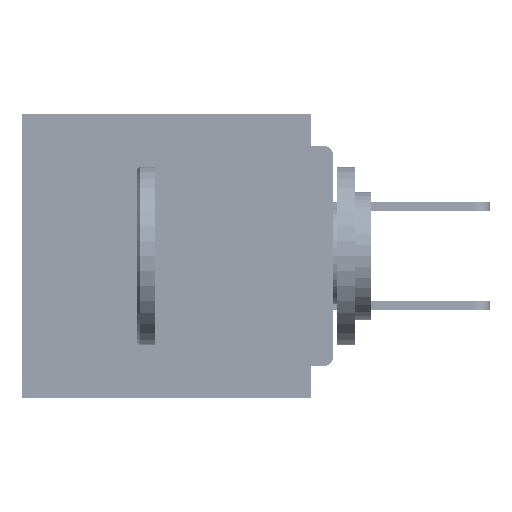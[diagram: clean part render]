
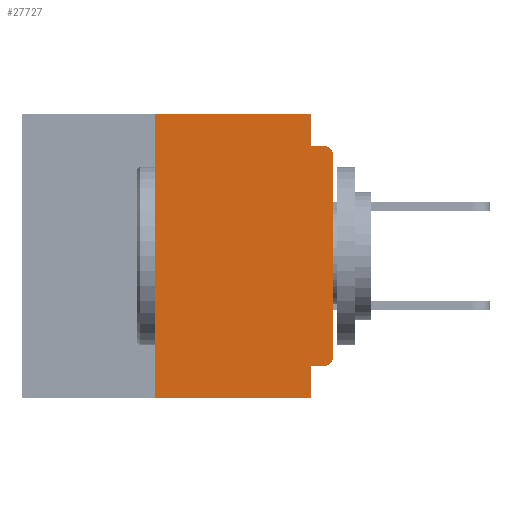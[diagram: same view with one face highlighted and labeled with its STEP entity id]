
A CAD part, left-side view. The second image highlights one B-rep face of the part: STEP entity #27727.
In plain terms, the highlighted planar face has unit normal (-1, 0, 0).
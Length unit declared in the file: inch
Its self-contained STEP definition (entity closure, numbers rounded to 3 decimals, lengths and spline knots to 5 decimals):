
#327 = CARTESIAN_POINT ( 'NONE',  ( 0., 0.015, -0.355 ) ) ;
#886 = LINE ( 'NONE', #39065, #26013 ) ;
#923 = EDGE_CURVE ( 'NONE', #35678, #17760, #27528, .T. ) ;
#1212 = EDGE_CURVE ( 'NONE', #38753, #52921, #61833, .T. ) ;
#1505 = ORIENTED_EDGE ( 'NONE', *, *, #57368, .F. ) ;
#2187 = VECTOR ( 'NONE', #55194, 39.37008 ) ;
#2378 = VECTOR ( 'NONE', #53804, 39.37008 ) ;
#5445 = ORIENTED_EDGE ( 'NONE', *, *, #52430, .T. ) ;
#5788 = CARTESIAN_POINT ( 'NONE',  ( 0., 0.031, -0.4 ) ) ;
#5899 = CARTESIAN_POINT ( 'NONE',  ( 0., 0.015, -0.34 ) ) ;
#6592 = DIRECTION ( 'NONE',  ( 0., 0., 1. ) ) ;
#7197 = ORIENTED_EDGE ( 'NONE', *, *, #44336, .F. ) ;
#7218 = PLANE ( 'NONE',  #35301 ) ;
#7671 = DIRECTION ( 'NONE',  ( 0., -1., 0. ) ) ;
#11026 = DIRECTION ( 'NONE',  ( 0., 0., -1. ) ) ;
#11162 = CARTESIAN_POINT ( 'NONE',  ( 0., 0.031, 0. ) ) ;
#11190 = ORIENTED_EDGE ( 'NONE', *, *, #21891, .F. ) ;
#12318 = DIRECTION ( 'NONE',  ( 1., 0., 0. ) ) ;
#12705 = CIRCLE ( 'NONE', #33872, 0.015 ) ;
#14365 = ORIENTED_EDGE ( 'NONE', *, *, #23450, .T. ) ;
#15852 = LINE ( 'NONE', #23882, #2378 ) ;
#16919 = CARTESIAN_POINT ( 'NONE',  ( 0., 0., -0.06 ) ) ;
#17760 = VERTEX_POINT ( 'NONE', #43744 ) ;
#18905 = VECTOR ( 'NONE', #21726, 39.37008 ) ;
#21127 = AXIS2_PLACEMENT_3D ( 'NONE', #5899, #40957, #11026 ) ;
#21726 = DIRECTION ( 'NONE',  ( 0., 1., 0. ) ) ;
#21891 = EDGE_CURVE ( 'NONE', #62523, #28085, #33072, .T. ) ;
#22512 = CIRCLE ( 'NONE', #21127, 0.015 ) ;
#22790 = CARTESIAN_POINT ( 'NONE',  ( 0., 0., -0.355 ) ) ;
#22876 = EDGE_CURVE ( 'NONE', #17760, #27721, #886, .T. ) ;
#23450 = EDGE_CURVE ( 'NONE', #56854, #27721, #12705, .T. ) ;
#23882 = CARTESIAN_POINT ( 'NONE',  ( 0., 0.031, -0.4 ) ) ;
#26013 = VECTOR ( 'NONE', #44121, 39.37008 ) ;
#27528 = LINE ( 'NONE', #49160, #40821 ) ;
#27721 = VERTEX_POINT ( 'NONE', #31288 ) ;
#27727 = ADVANCED_FACE ( 'NONE', ( #44654 ), #7218, .F. ) ;
#28085 = VERTEX_POINT ( 'NONE', #41929 ) ;
#28327 = DIRECTION ( 'NONE',  ( -1., 0., 0. ) ) ;
#28541 = LINE ( 'NONE', #46482, #40240 ) ;
#31288 = CARTESIAN_POINT ( 'NONE',  ( 0., 0.015, -0.045 ) ) ;
#33072 = LINE ( 'NONE', #63567, #47962 ) ;
#33665 = DIRECTION ( 'NONE',  ( 0., 0., 1. ) ) ;
#33872 = AXIS2_PLACEMENT_3D ( 'NONE', #58235, #28327, #63217 ) ;
#34229 = CARTESIAN_POINT ( 'NONE',  ( 0., 0., -0.34 ) ) ;
#35301 = AXIS2_PLACEMENT_3D ( 'NONE', #56193, #12318, #47267 ) ;
#35678 = VERTEX_POINT ( 'NONE', #11162 ) ;
#38753 = VERTEX_POINT ( 'NONE', #327 ) ;
#39065 = CARTESIAN_POINT ( 'NONE',  ( 0., 0., -0.045 ) ) ;
#39539 = ORIENTED_EDGE ( 'NONE', *, *, #56996, .T. ) ;
#40240 = VECTOR ( 'NONE', #6592, 39.37008 ) ;
#40632 = VERTEX_POINT ( 'NONE', #34229 ) ;
#40821 = VECTOR ( 'NONE', #46777, 39.37008 ) ;
#40957 = DIRECTION ( 'NONE',  ( -1., 0., 0. ) ) ;
#41929 = CARTESIAN_POINT ( 'NONE',  ( 0., 0.25, 0. ) ) ;
#42093 = ORIENTED_EDGE ( 'NONE', *, *, #923, .F. ) ;
#42178 = LINE ( 'NONE', #50159, #2187 ) ;
#42673 = CARTESIAN_POINT ( 'NONE',  ( 0., 0.437, -0.4 ) ) ;
#43744 = CARTESIAN_POINT ( 'NONE',  ( 0., 0.031, -0.045 ) ) ;
#44121 = DIRECTION ( 'NONE',  ( 0., -1., 0. ) ) ;
#44336 = EDGE_CURVE ( 'NONE', #28085, #35678, #42178, .T. ) ;
#44654 = FACE_OUTER_BOUND ( 'NONE', #50457, .T. ) ;
#44689 = EDGE_CURVE ( 'NONE', #62523, #58196, #46842, .T. ) ;
#46482 = CARTESIAN_POINT ( 'NONE',  ( 0., 0., 0. ) ) ;
#46777 = DIRECTION ( 'NONE',  ( 0., 0., -1. ) ) ;
#46842 = LINE ( 'NONE', #42673, #60109 ) ;
#47267 = DIRECTION ( 'NONE',  ( 0., 0., -1. ) ) ;
#47962 = VECTOR ( 'NONE', #33665, 39.37008 ) ;
#49160 = CARTESIAN_POINT ( 'NONE',  ( 0., 0.031, 0. ) ) ;
#49912 = CARTESIAN_POINT ( 'NONE',  ( 0., 0.031, -0.355 ) ) ;
#50159 = CARTESIAN_POINT ( 'NONE',  ( 0., 0.437, 0. ) ) ;
#50457 = EDGE_LOOP ( 'NONE', ( #5445, #14365, #64293, #42093, #7197, #11190, #59245, #1505, #53510, #39539 ) ) ;
#52430 = EDGE_CURVE ( 'NONE', #40632, #56854, #28541, .T. ) ;
#52921 = VERTEX_POINT ( 'NONE', #49912 ) ;
#53510 = ORIENTED_EDGE ( 'NONE', *, *, #1212, .F. ) ;
#53804 = DIRECTION ( 'NONE',  ( 0., 0., -1. ) ) ;
#55194 = DIRECTION ( 'NONE',  ( 0., -1., 0. ) ) ;
#56193 = CARTESIAN_POINT ( 'NONE',  ( 0., 0.437, 0. ) ) ;
#56854 = VERTEX_POINT ( 'NONE', #16919 ) ;
#56996 = EDGE_CURVE ( 'NONE', #38753, #40632, #22512, .T. ) ;
#57368 = EDGE_CURVE ( 'NONE', #52921, #58196, #15852, .T. ) ;
#58196 = VERTEX_POINT ( 'NONE', #5788 ) ;
#58235 = CARTESIAN_POINT ( 'NONE',  ( 0., 0.015, -0.06 ) ) ;
#59245 = ORIENTED_EDGE ( 'NONE', *, *, #44689, .T. ) ;
#59338 = CARTESIAN_POINT ( 'NONE',  ( 0., 0.25, -0.4 ) ) ;
#60109 = VECTOR ( 'NONE', #7671, 39.37008 ) ;
#61833 = LINE ( 'NONE', #22790, #18905 ) ;
#62523 = VERTEX_POINT ( 'NONE', #59338 ) ;
#63217 = DIRECTION ( 'NONE',  ( 0., 0., -1. ) ) ;
#63567 = CARTESIAN_POINT ( 'NONE',  ( 0., 0.25, -0.4 ) ) ;
#64293 = ORIENTED_EDGE ( 'NONE', *, *, #22876, .F. ) ;
